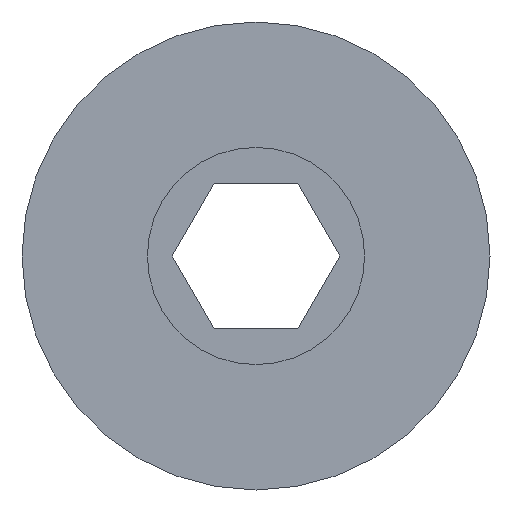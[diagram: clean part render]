
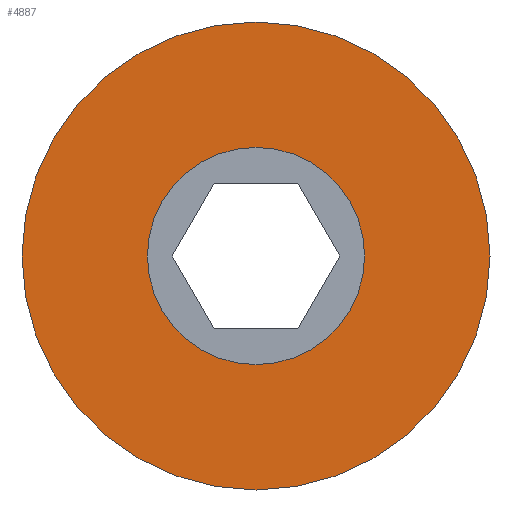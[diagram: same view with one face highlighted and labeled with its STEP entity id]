
A CAD part, front view. The second image highlights one B-rep face of the part: STEP entity #4887.
In plain terms, the highlighted planar face has unit normal (0, -1, 0).
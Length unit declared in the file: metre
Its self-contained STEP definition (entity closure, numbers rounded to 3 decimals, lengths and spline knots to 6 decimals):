
#68=PLANE('',#5542);
#1750=ORIENTED_EDGE('',*,*,#3002,.F.);
#1751=ORIENTED_EDGE('',*,*,#3000,.T.);
#3000=EDGE_CURVE('',#3506,#3506,#3910,.T.);
#3002=EDGE_CURVE('',#3508,#3508,#3912,.T.);
#3506=VERTEX_POINT('',#8658);
#3508=VERTEX_POINT('',#8663);
#3910=CIRCLE('',#5540,0.020527);
#3912=CIRCLE('',#5543,0.009525);
#4160=EDGE_LOOP('',(#1750));
#4161=EDGE_LOOP('',(#1751));
#4426=FACE_BOUND('',#4160,.T.);
#4427=FACE_BOUND('',#4161,.T.);
#4887=ADVANCED_FACE('',(#4426,#4427),#68,.T.);
#5540=AXIS2_PLACEMENT_3D('',#8657,#7151,#7152);
#5542=AXIS2_PLACEMENT_3D('',#8661,#7155,#7156);
#5543=AXIS2_PLACEMENT_3D('',#8662,#7157,#7158);
#7151=DIRECTION('',(0.,-1.,0.));
#7152=DIRECTION('',(0.,0.,-1.));
#7155=DIRECTION('',(0.,-1.,0.));
#7156=DIRECTION('',(1.,0.,0.));
#7157=DIRECTION('',(0.,-1.,0.));
#7158=DIRECTION('',(0.,0.,-1.));
#8657=CARTESIAN_POINT('',(0.,-0.020596,0.));
#8658=CARTESIAN_POINT('',(0.,-0.020596,-0.020527));
#8661=CARTESIAN_POINT('',(0.,-0.020596,0.));
#8662=CARTESIAN_POINT('',(0.,-0.020596,0.));
#8663=CARTESIAN_POINT('',(0.,-0.020596,-0.009525));
